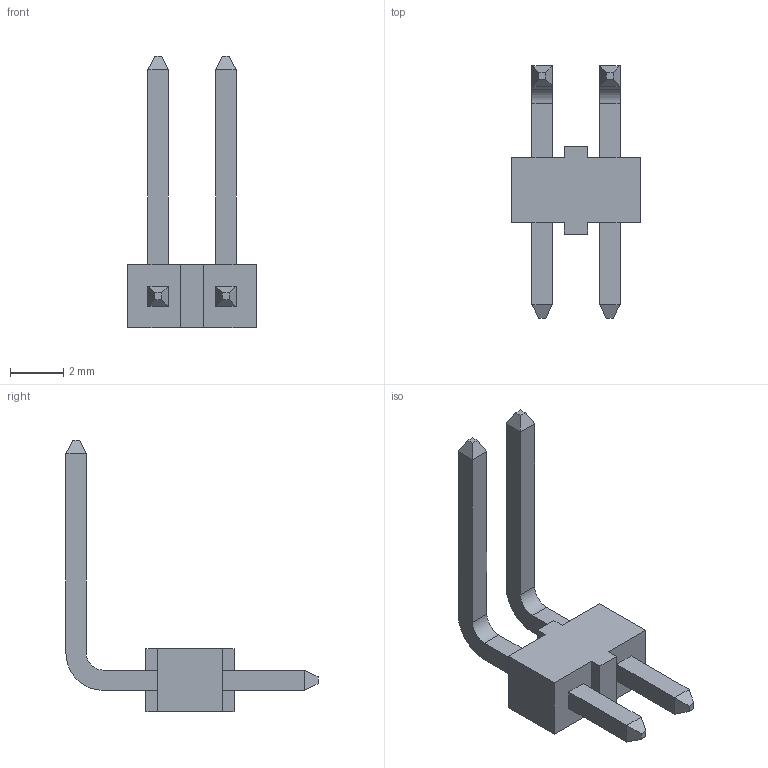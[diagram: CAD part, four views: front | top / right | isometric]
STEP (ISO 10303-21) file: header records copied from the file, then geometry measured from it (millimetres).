
FILE_DESCRIPTION((''),'2;1');
FILE_NAME('022052021','2015-10-16T',('me'),(''),'PRO/ENGINEER BY PARAMETRIC TECHNOLOGY CORPORATION, 2011490','PRO/ENGINEER BY PARAMETRIC TECHNOLOGY CORPORATION, 2011490','');
FILE_SCHEMA(('CONFIG_CONTROL_DESIGN'));
Length unit declared in the file: inch
Products named in the file (1): 022052021
Bounding box: 4.83 x 9.45 x 10.17 mm (x, y, z)
Volume: 46.6 mm3; surface area: 152.4 mm2
Topology: 1 solids, 1 shells, 58 faces, 144 edges, 92 vertices
Faces by surface type: plane 54, cylinder 4
Entity records: 1723 total; most frequent: CARTESIAN_POINT 291, ORIENTED_EDGE 280, DIRECTION 274, EDGE_CURVE 140, VECTOR 132, LINE 132, VERTEX_POINT 88, AXIS2_PLACEMENT_3D 71
